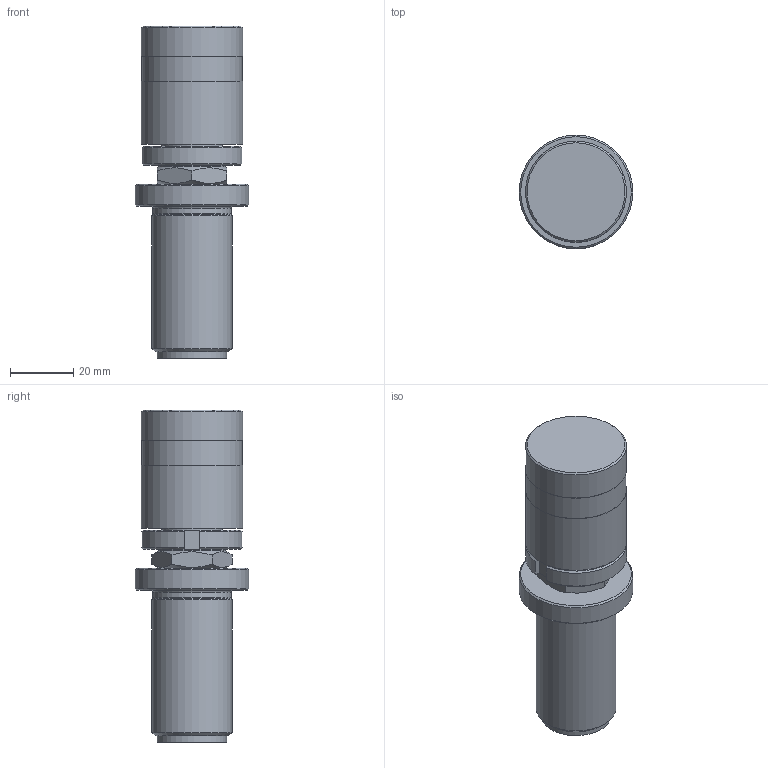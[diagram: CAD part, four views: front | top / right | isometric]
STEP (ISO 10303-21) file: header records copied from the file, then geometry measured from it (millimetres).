
FILE_DESCRIPTION(/* description */ (''),/* implementation_level */ '2;1');
FILE_NAME(/* name */ 'W6290013_A_stp.stp',/* time_stamp */ '2009-06-16T11:03:29+02:00',/* author */ (''),/* organization */ (''),/* preprocessor_version */ 'ST-DEVELOPER v11',/* originating_system */ 'UGS - NX 5.0',/* authorisation */ '');
FILE_SCHEMA (('AUTOMOTIVE_DESIGN { 1 0 10303 214 0 1 1 1 }'));
Length unit declared in the file: millimetre
Products named in the file (1): krue1C8Abgln
Bounding box: 36 x 36 x 105.1 mm (x, y, z)
Volume: 64688.3 mm3; surface area: 16189.4 mm2
Topology: 1 solids, 1 shells, 69 faces, 145 edges, 92 vertices
Faces by surface type: plane 28, cylinder 19, cone 15, torus 7
Full cylindrical faces by diameter (mm): 11.4 x1, 12 x1, 19 x1, 20 x1, 21 x1, 22 x1, 24.79 x1, 25 x1, 25.39 x1, 26 x2, 26.6 x1, 27.2 x1, 31.8 x1, 32 x2, 36 x1
Entity records: 1664 total; most frequent: CARTESIAN_POINT 340, DIRECTION 278, ORIENTED_EDGE 204, AXIS2_PLACEMENT_3D 126, EDGE_LOOP 118, EDGE_CURVE 102, FACE_BOUND 98, VERTEX_POINT 84
